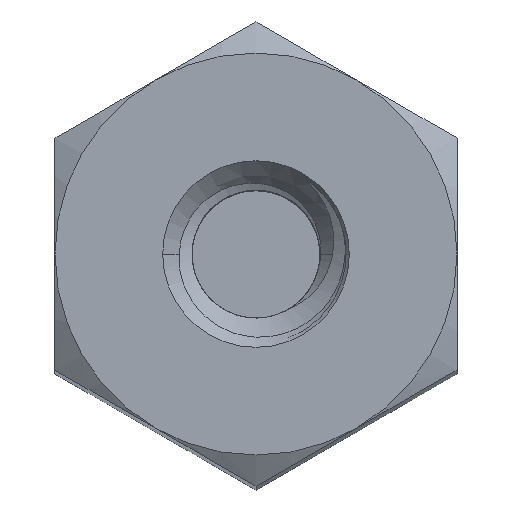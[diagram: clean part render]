
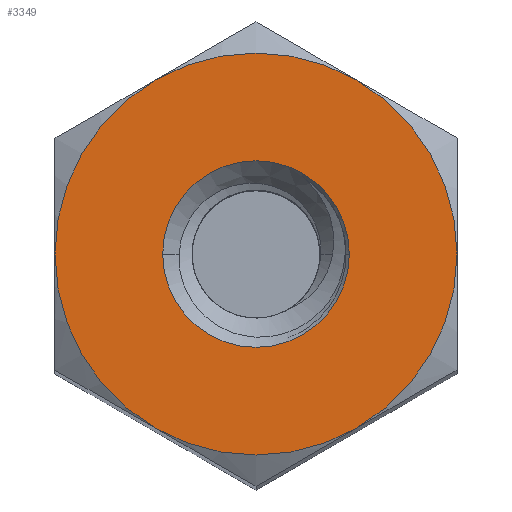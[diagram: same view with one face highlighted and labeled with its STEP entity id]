
A CAD part, top view. The second image highlights one B-rep face of the part: STEP entity #3349.
In plain terms, the highlighted planar face has unit normal (0, 0, 1).
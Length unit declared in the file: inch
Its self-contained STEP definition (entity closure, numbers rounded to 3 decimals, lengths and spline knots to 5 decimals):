
#140 = CIRCLE ( 'NONE', #9962, 0.125 ) ;
#194 = DIRECTION ( 'NONE',  ( -1., 0., 0. ) ) ;
#291 = CIRCLE ( 'NONE', #7866, 0.125 ) ;
#425 = DIRECTION ( 'NONE',  ( -1., 0., 0. ) ) ;
#586 = VERTEX_POINT ( 'NONE', #11066 ) ;
#618 = EDGE_CURVE ( 'NONE', #8262, #1145, #291, .T. ) ;
#656 = CARTESIAN_POINT ( 'NONE',  ( 0.0625, 0.10825, 0.6875 ) ) ;
#700 = DIRECTION ( 'NONE',  ( -1., 0., 0. ) ) ;
#769 = ORIENTED_EDGE ( 'NONE', *, *, #10529, .F. ) ;
#843 = FACE_OUTER_BOUND ( 'NONE', #10753, .T. ) ;
#1002 = EDGE_CURVE ( 'NONE', #6018, #1710, #5155, .T. ) ;
#1145 = VERTEX_POINT ( 'NONE', #656 ) ;
#1305 = EDGE_LOOP ( 'NONE', ( #3266, #4883 ) ) ;
#1439 = DIRECTION ( 'NONE',  ( 0., 0., -1. ) ) ;
#1549 = DIRECTION ( 'NONE',  ( 0., 0., -1. ) ) ;
#1670 = EDGE_CURVE ( 'NONE', #3940, #10058, #4871, .T. ) ;
#1686 = AXIS2_PLACEMENT_3D ( 'NONE', #9447, #1439, #3404 ) ;
#1710 = VERTEX_POINT ( 'NONE', #6881 ) ;
#2716 = DIRECTION ( 'NONE',  ( -1., 0., 0. ) ) ;
#2972 = CARTESIAN_POINT ( 'NONE',  ( 0., 0., 0.6875 ) ) ;
#3092 = CIRCLE ( 'NONE', #11096, 0.125 ) ;
#3094 = EDGE_CURVE ( 'NONE', #10058, #586, #11154, .T. ) ;
#3266 = ORIENTED_EDGE ( 'NONE', *, *, #1002, .T. ) ;
#3307 = PLANE ( 'NONE',  #5647 ) ;
#3323 = DIRECTION ( 'NONE',  ( -1., 0., 0. ) ) ;
#3349 = ADVANCED_FACE ( 'NONE', ( #843, #4465 ), #3307, .T. ) ;
#3404 = DIRECTION ( 'NONE',  ( -1., 0., 0. ) ) ;
#3940 = VERTEX_POINT ( 'NONE', #9162 ) ;
#3974 = DIRECTION ( 'NONE',  ( 0., 0., -1. ) ) ;
#4377 = ORIENTED_EDGE ( 'NONE', *, *, #1670, .F. ) ;
#4465 = FACE_BOUND ( 'NONE', #1305, .T. ) ;
#4484 = CARTESIAN_POINT ( 'NONE',  ( -0.058, 0., 0.6875 ) ) ;
#4567 = EDGE_CURVE ( 'NONE', #1710, #6018, #6679, .T. ) ;
#4871 = CIRCLE ( 'NONE', #5842, 0.125 ) ;
#4883 = ORIENTED_EDGE ( 'NONE', *, *, #4567, .T. ) ;
#5004 = DIRECTION ( 'NONE',  ( -1., 0., 0. ) ) ;
#5155 = CIRCLE ( 'NONE', #1686, 0.058 ) ;
#5173 = EDGE_CURVE ( 'NONE', #586, #8262, #3092, .T. ) ;
#5219 = DIRECTION ( 'NONE',  ( 0., 0., -1. ) ) ;
#5369 = ORIENTED_EDGE ( 'NONE', *, *, #3094, .F. ) ;
#5490 = CARTESIAN_POINT ( 'NONE',  ( 0.125, 0., 0.6875 ) ) ;
#5535 = EDGE_CURVE ( 'NONE', #1145, #10494, #6957, .T. ) ;
#5647 = AXIS2_PLACEMENT_3D ( 'NONE', #9514, #9551, #6947 ) ;
#5693 = AXIS2_PLACEMENT_3D ( 'NONE', #6015, #7802, #9634 ) ;
#5842 = AXIS2_PLACEMENT_3D ( 'NONE', #11340, #5219, #700 ) ;
#6015 = CARTESIAN_POINT ( 'NONE',  ( 0., 0., 0.6875 ) ) ;
#6018 = VERTEX_POINT ( 'NONE', #4484 ) ;
#6158 = ORIENTED_EDGE ( 'NONE', *, *, #618, .F. ) ;
#6320 = CARTESIAN_POINT ( 'NONE',  ( 0., 0., 0.6875 ) ) ;
#6345 = DIRECTION ( 'NONE',  ( 0., 0., -1. ) ) ;
#6679 = CIRCLE ( 'NONE', #8699, 0.058 ) ;
#6881 = CARTESIAN_POINT ( 'NONE',  ( 0.058, 0., 0.6875 ) ) ;
#6947 = DIRECTION ( 'NONE',  ( 1., 0., 0. ) ) ;
#6957 = CIRCLE ( 'NONE', #9818, 0.125 ) ;
#7530 = CARTESIAN_POINT ( 'NONE',  ( -0.0625, 0.10825, 0.6875 ) ) ;
#7802 = DIRECTION ( 'NONE',  ( 0., 0., -1. ) ) ;
#7866 = AXIS2_PLACEMENT_3D ( 'NONE', #8442, #3974, #425 ) ;
#7997 = ORIENTED_EDGE ( 'NONE', *, *, #5173, .F. ) ;
#8262 = VERTEX_POINT ( 'NONE', #7530 ) ;
#8442 = CARTESIAN_POINT ( 'NONE',  ( 0., 0., 0.6875 ) ) ;
#8699 = AXIS2_PLACEMENT_3D ( 'NONE', #11216, #1549, #5004 ) ;
#9162 = CARTESIAN_POINT ( 'NONE',  ( 0.0625, -0.10825, 0.6875 ) ) ;
#9447 = CARTESIAN_POINT ( 'NONE',  ( 0., 0., 0.6875 ) ) ;
#9514 = CARTESIAN_POINT ( 'NONE',  ( 0., 0.14434, 0.6875 ) ) ;
#9551 = DIRECTION ( 'NONE',  ( 0., 0., 1. ) ) ;
#9634 = DIRECTION ( 'NONE',  ( -1., 0., 0. ) ) ;
#9818 = AXIS2_PLACEMENT_3D ( 'NONE', #11427, #10474, #3323 ) ;
#9962 = AXIS2_PLACEMENT_3D ( 'NONE', #2972, #6345, #194 ) ;
#9970 = DIRECTION ( 'NONE',  ( 0., 0., -1. ) ) ;
#10058 = VERTEX_POINT ( 'NONE', #10671 ) ;
#10474 = DIRECTION ( 'NONE',  ( 0., 0., -1. ) ) ;
#10494 = VERTEX_POINT ( 'NONE', #5490 ) ;
#10529 = EDGE_CURVE ( 'NONE', #10494, #3940, #140, .T. ) ;
#10671 = CARTESIAN_POINT ( 'NONE',  ( -0.0625, -0.10825, 0.6875 ) ) ;
#10753 = EDGE_LOOP ( 'NONE', ( #769, #11202, #6158, #7997, #5369, #4377 ) ) ;
#11066 = CARTESIAN_POINT ( 'NONE',  ( -0.125, 0., 0.6875 ) ) ;
#11096 = AXIS2_PLACEMENT_3D ( 'NONE', #6320, #9970, #2716 ) ;
#11154 = CIRCLE ( 'NONE', #5693, 0.125 ) ;
#11202 = ORIENTED_EDGE ( 'NONE', *, *, #5535, .F. ) ;
#11216 = CARTESIAN_POINT ( 'NONE',  ( 0., 0., 0.6875 ) ) ;
#11340 = CARTESIAN_POINT ( 'NONE',  ( 0., 0., 0.6875 ) ) ;
#11427 = CARTESIAN_POINT ( 'NONE',  ( 0., 0., 0.6875 ) ) ;
